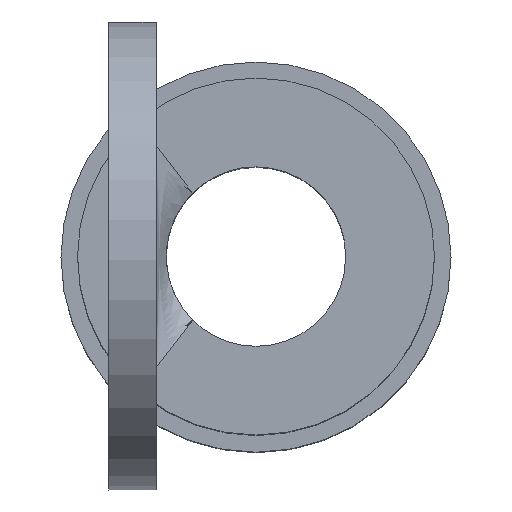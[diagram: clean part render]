
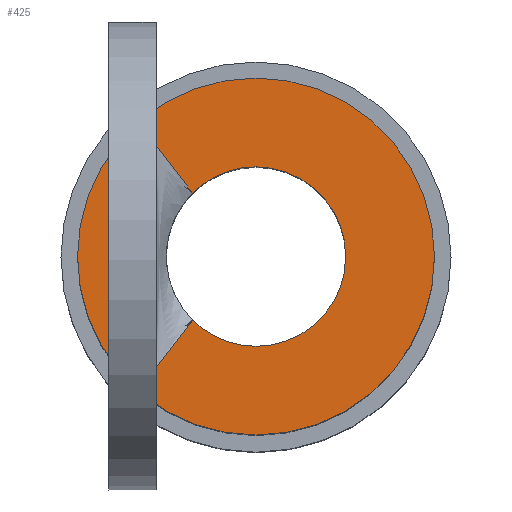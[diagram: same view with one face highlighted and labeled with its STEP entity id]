
A CAD part, top view. The second image highlights one B-rep face of the part: STEP entity #425.
In plain terms, the highlighted planar face has unit normal (0, 0, 1).
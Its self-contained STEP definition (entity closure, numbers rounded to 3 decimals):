
#89=B_SPLINE_CURVE_WITH_KNOTS('',3,(#1349,#1350,#1351,#1352,#1353,#1354,
#1355,#1356,#1357,#1358,#1359,#1360,#1361,#1362,#1363,#1364,#1365,#1366,
#1367,#1368,#1369,#1370,#1371,#1372,#1373,#1374,#1375,#1376,#1377,#1378,
#1379,#1380,#1381,#1382,#1383,#1384,#1385,#1386,#1387,#1388,#1389,#1390,
#1391,#1392,#1393,#1394,#1395),.UNSPECIFIED.,.F.,.U.,(4,1,1,1,1,1,1,1,1,
1,1,1,1,1,1,1,1,1,1,1,1,1,1,1,1,1,1,1,1,1,1,1,1,1,1,1,1,1,1,1,1,1,1,1,4),
(0.,0.017,0.033,0.05,0.067,
0.084,0.1,0.117,0.134,
0.149,0.165,0.181,0.197,
0.212,0.228,0.244,0.26,
0.29,0.32,0.351,0.381,
0.441,0.5,0.559,0.619,
0.649,0.68,0.71,0.74,
0.756,0.772,0.788,0.803,
0.819,0.835,0.851,0.866,
0.883,0.9,0.916,0.933,
0.95,0.967,0.983,1.),.UNSPECIFIED.);
#93=PLANE('',#450);
#105=VECTOR('',#511,1.);
#107=VECTOR('',#513,1.);
#124=LINE('',#1158,#105);
#126=LINE('',#1406,#107);
#149=VERTEX_POINT('',#1138);
#150=VERTEX_POINT('',#1140);
#151=VERTEX_POINT('',#1159);
#152=VERTEX_POINT('',#1396);
#153=VERTEX_POINT('',#1409);
#154=VERTEX_POINT('',#1410);
#155=VERTEX_POINT('',#1413);
#156=VERTEX_POINT('',#1415);
#176=CIRCLE('',#451,4.575);
#177=CIRCLE('',#452,4.575);
#178=CIRCLE('',#453,2.3);
#179=CIRCLE('',#454,2.3);
#180=CIRCLE('',#455,2.3);
#217=EDGE_CURVE('',#151,#150,#124,.T.);
#219=EDGE_CURVE('',#152,#151,#89,.T.);
#221=EDGE_CURVE('',#149,#152,#126,.T.);
#222=EDGE_CURVE('',#153,#154,#176,.T.);
#223=EDGE_CURVE('',#154,#153,#177,.T.);
#224=EDGE_CURVE('',#155,#149,#178,.T.);
#225=EDGE_CURVE('',#150,#156,#179,.T.);
#226=EDGE_CURVE('',#156,#155,#180,.T.);
#293=ORIENTED_EDGE('',*,*,#222,.T.);
#294=ORIENTED_EDGE('',*,*,#223,.T.);
#295=ORIENTED_EDGE('',*,*,#224,.T.);
#296=ORIENTED_EDGE('',*,*,#221,.T.);
#297=ORIENTED_EDGE('',*,*,#219,.T.);
#298=ORIENTED_EDGE('',*,*,#217,.T.);
#299=ORIENTED_EDGE('',*,*,#225,.T.);
#300=ORIENTED_EDGE('',*,*,#226,.T.);
#367=EDGE_LOOP('',(#293,#294));
#368=EDGE_LOOP('',(#295,#296,#297,#298,#299,#300));
#397=FACE_BOUND('',#367,.T.);
#398=FACE_BOUND('',#368,.T.);
#425=ADVANCED_FACE('',(#397,#398),#93,.T.);
#450=AXIS2_PLACEMENT_3D('',#1407,#514,$);
#451=AXIS2_PLACEMENT_3D('',#1408,#515,#516);
#452=AXIS2_PLACEMENT_3D('',#1411,#517,#518);
#453=AXIS2_PLACEMENT_3D('',#1412,#519,#520);
#454=AXIS2_PLACEMENT_3D('',#1414,#521,#522);
#455=AXIS2_PLACEMENT_3D('',#1416,#523,#524);
#511=DIRECTION('',(0.707,0.707,0.));
#513=DIRECTION('',(0.707,-0.707,0.));
#514=DIRECTION('',(0.,0.,1.));
#515=DIRECTION('',(0.,0.,1.));
#516=DIRECTION('',(4.575,0.,0.));
#517=DIRECTION('',(0.,0.,1.));
#518=DIRECTION('',(4.575,0.,0.));
#519=DIRECTION('',(0.,0.,-1.));
#520=DIRECTION('',(-2.3,0.,0.));
#521=DIRECTION('',(0.,0.,-1.));
#522=DIRECTION('',(-2.3,0.,0.));
#523=DIRECTION('',(0.,0.,-1.));
#524=DIRECTION('',(-2.3,0.,0.));
#1138=CARTESIAN_POINT('',(1.626,1.913,-11.887));
#1140=CARTESIAN_POINT('',(-1.626,1.913,-11.887));
#1158=CARTESIAN_POINT('',(-2.482,1.058,-11.887));
#1159=CARTESIAN_POINT('',(-2.482,1.058,-11.887));
#1349=CARTESIAN_POINT('',(2.482,1.058,-11.887));
#1350=CARTESIAN_POINT('',(2.462,1.038,-11.887));
#1351=CARTESIAN_POINT('',(2.423,0.999,-11.887));
#1352=CARTESIAN_POINT('',(2.361,0.942,-11.887));
#1353=CARTESIAN_POINT('',(2.298,0.886,-11.887));
#1354=CARTESIAN_POINT('',(2.232,0.83,-11.887));
#1355=CARTESIAN_POINT('',(2.165,0.776,-11.887));
#1356=CARTESIAN_POINT('',(2.095,0.723,-11.887));
#1357=CARTESIAN_POINT('',(2.024,0.672,-11.887));
#1358=CARTESIAN_POINT('',(1.952,0.622,-11.887));
#1359=CARTESIAN_POINT('',(1.88,0.576,-11.887));
#1360=CARTESIAN_POINT('',(1.808,0.531,-11.887));
#1361=CARTESIAN_POINT('',(1.735,0.488,-11.887));
#1362=CARTESIAN_POINT('',(1.659,0.446,-11.887));
#1363=CARTESIAN_POINT('',(1.583,0.406,-11.887));
#1364=CARTESIAN_POINT('',(1.505,0.368,-11.887));
#1365=CARTESIAN_POINT('',(1.425,0.332,-11.887));
#1366=CARTESIAN_POINT('',(1.319,0.286,-11.887));
#1367=CARTESIAN_POINT('',(1.186,0.235,-11.887));
#1368=CARTESIAN_POINT('',(1.023,0.18,-11.887));
#1369=CARTESIAN_POINT('',(0.856,0.134,-11.887));
#1370=CARTESIAN_POINT('',(0.631,0.084,-11.887));
#1371=CARTESIAN_POINT('',(0.346,0.041,-11.887));
#1372=CARTESIAN_POINT('',(0.,0.024,-11.887));
#1373=CARTESIAN_POINT('',(-0.346,0.041,-11.887));
#1374=CARTESIAN_POINT('',(-0.631,0.084,-11.887));
#1375=CARTESIAN_POINT('',(-0.856,0.134,-11.887));
#1376=CARTESIAN_POINT('',(-1.023,0.18,-11.887));
#1377=CARTESIAN_POINT('',(-1.186,0.235,-11.887));
#1378=CARTESIAN_POINT('',(-1.319,0.286,-11.887));
#1379=CARTESIAN_POINT('',(-1.425,0.332,-11.887));
#1380=CARTESIAN_POINT('',(-1.505,0.368,-11.887));
#1381=CARTESIAN_POINT('',(-1.583,0.406,-11.887));
#1382=CARTESIAN_POINT('',(-1.659,0.446,-11.887));
#1383=CARTESIAN_POINT('',(-1.735,0.488,-11.887));
#1384=CARTESIAN_POINT('',(-1.808,0.531,-11.887));
#1385=CARTESIAN_POINT('',(-1.88,0.576,-11.887));
#1386=CARTESIAN_POINT('',(-1.952,0.622,-11.887));
#1387=CARTESIAN_POINT('',(-2.024,0.672,-11.887));
#1388=CARTESIAN_POINT('',(-2.095,0.723,-11.887));
#1389=CARTESIAN_POINT('',(-2.165,0.776,-11.887));
#1390=CARTESIAN_POINT('',(-2.232,0.83,-11.887));
#1391=CARTESIAN_POINT('',(-2.298,0.886,-11.887));
#1392=CARTESIAN_POINT('',(-2.361,0.942,-11.887));
#1393=CARTESIAN_POINT('',(-2.423,0.999,-11.887));
#1394=CARTESIAN_POINT('',(-2.462,1.038,-11.887));
#1395=CARTESIAN_POINT('',(-2.482,1.058,-11.887));
#1396=CARTESIAN_POINT('',(2.482,1.058,-11.887));
#1406=CARTESIAN_POINT('',(1.626,1.913,-11.887));
#1407=CARTESIAN_POINT('',(-4.804,-1.264,-11.887));
#1408=CARTESIAN_POINT('',(0.,3.54,-11.887));
#1409=CARTESIAN_POINT('',(-4.575,3.54,-11.887));
#1410=CARTESIAN_POINT('',(4.575,3.54,-11.887));
#1411=CARTESIAN_POINT('',(0.,3.54,-11.887));
#1412=CARTESIAN_POINT('',(0.,3.54,-11.887));
#1413=CARTESIAN_POINT('',(2.3,3.54,-11.887));
#1414=CARTESIAN_POINT('',(0.,3.54,-11.887));
#1415=CARTESIAN_POINT('',(-2.3,3.54,-11.887));
#1416=CARTESIAN_POINT('',(0.,3.54,-11.887));
